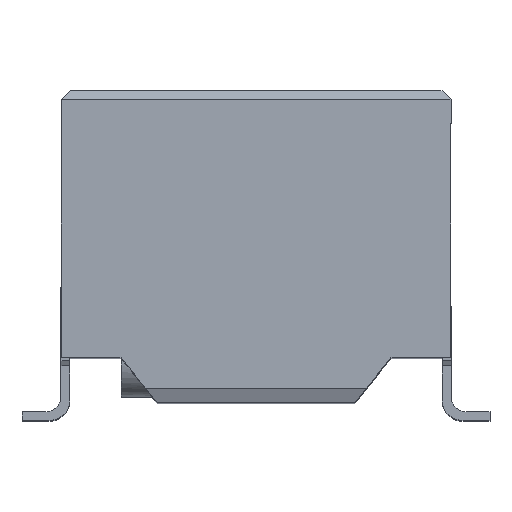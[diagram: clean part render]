
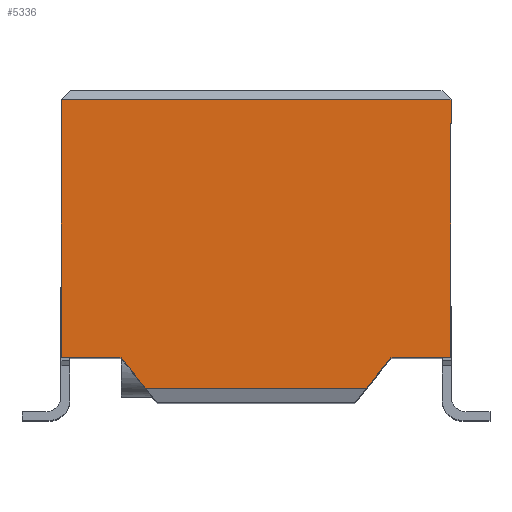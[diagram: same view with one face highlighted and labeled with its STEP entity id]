
A CAD part, top view. The second image highlights one B-rep face of the part: STEP entity #5336.
In plain terms, the highlighted planar face has unit normal (0, 0, 1).
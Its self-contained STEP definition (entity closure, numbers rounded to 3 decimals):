
#27 = CARTESIAN_POINT ( 'NONE',  ( 2.274, -1.82, 5. ) ) ;
#40 = CARTESIAN_POINT ( 'NONE',  ( 3.25, -2.6, 5. ) ) ;
#157 = DIRECTION ( 'NONE',  ( 1., 0., 0. ) ) ;
#388 = VERTEX_POINT ( 'NONE', #6554 ) ;
#505 = VERTEX_POINT ( 'NONE', #1573 ) ;
#605 = CARTESIAN_POINT ( 'NONE',  ( -3.25, 2.45, 5. ) ) ;
#684 = ORIENTED_EDGE ( 'NONE', *, *, #6925, .T. ) ;
#865 = DIRECTION ( 'NONE',  ( 0.625, 0.781, 0. ) ) ;
#961 = ORIENTED_EDGE ( 'NONE', *, *, #9522, .T. ) ;
#1012 = CARTESIAN_POINT ( 'NONE',  ( 0., 2.45, 5. ) ) ;
#1048 = ORIENTED_EDGE ( 'NONE', *, *, #7321, .T. ) ;
#1321 = CARTESIAN_POINT ( 'NONE',  ( 3.25, 2.45, 5. ) ) ;
#1388 = EDGE_LOOP ( 'NONE', ( #9742, #3854, #3717, #10433, #961, #3033, #684, #1048 ) ) ;
#1412 = VECTOR ( 'NONE', #157, 1000. ) ;
#1468 = DIRECTION ( 'NONE',  ( -1., 0., 0. ) ) ;
#1570 = CARTESIAN_POINT ( 'NONE',  ( -3.25, -1.85, 5. ) ) ;
#1573 = CARTESIAN_POINT ( 'NONE',  ( 1.838, -2.365, 5. ) ) ;
#1628 = AXIS2_PLACEMENT_3D ( 'NONE', #8982, #5667, #1468 ) ;
#2091 = VERTEX_POINT ( 'NONE', #605 ) ;
#2130 = VERTEX_POINT ( 'NONE', #3922 ) ;
#2202 = LINE ( 'NONE', #6713, #1412 ) ;
#2285 = EDGE_CURVE ( 'NONE', #5189, #505, #7765, .T. ) ;
#2289 = LINE ( 'NONE', #27, #2811 ) ;
#2661 = EDGE_CURVE ( 'NONE', #4864, #2091, #6069, .T. ) ;
#2680 = EDGE_CURVE ( 'NONE', #2130, #5189, #7486, .T. ) ;
#2811 = VECTOR ( 'NONE', #865, 1000. ) ;
#3033 = ORIENTED_EDGE ( 'NONE', *, *, #2661, .T. ) ;
#3160 = VECTOR ( 'NONE', #10701, 1000. ) ;
#3284 = LINE ( 'NONE', #10727, #3409 ) ;
#3291 = DIRECTION ( 'NONE',  ( 0., -1., 0. ) ) ;
#3373 = DIRECTION ( 'NONE',  ( 1., 0., 0. ) ) ;
#3409 = VECTOR ( 'NONE', #3373, 1000. ) ;
#3556 = DIRECTION ( 'NONE',  ( -1., 0., 0. ) ) ;
#3689 = LINE ( 'NONE', #9057, #7573 ) ;
#3717 = ORIENTED_EDGE ( 'NONE', *, *, #8482, .T. ) ;
#3732 = VERTEX_POINT ( 'NONE', #6380 ) ;
#3854 = ORIENTED_EDGE ( 'NONE', *, *, #2285, .T. ) ;
#3862 = VECTOR ( 'NONE', #3556, 1000. ) ;
#3922 = CARTESIAN_POINT ( 'NONE',  ( -2.25, -1.85, 5. ) ) ;
#4152 = VECTOR ( 'NONE', #7167, 1000. ) ;
#4230 = CARTESIAN_POINT ( 'NONE',  ( -1.838, -2.365, 5. ) ) ;
#4864 = VERTEX_POINT ( 'NONE', #1321 ) ;
#5032 = VECTOR ( 'NONE', #9210, 1000. ) ;
#5189 = VERTEX_POINT ( 'NONE', #4230 ) ;
#5336 = ADVANCED_FACE ( 'NONE', ( #9996 ), #10473, .F. ) ;
#5667 = DIRECTION ( 'NONE',  ( 0., 0., -1. ) ) ;
#6069 = LINE ( 'NONE', #1012, #3862 ) ;
#6380 = CARTESIAN_POINT ( 'NONE',  ( 2.25, -1.85, 5. ) ) ;
#6554 = CARTESIAN_POINT ( 'NONE',  ( 3.25, -1.85, 5. ) ) ;
#6713 = CARTESIAN_POINT ( 'NONE',  ( 0., -1.85, 5. ) ) ;
#6925 = EDGE_CURVE ( 'NONE', #2091, #10135, #3689, .T. ) ;
#7167 = DIRECTION ( 'NONE',  ( 1., 0., 0. ) ) ;
#7321 = EDGE_CURVE ( 'NONE', #10135, #2130, #3284, .T. ) ;
#7486 = LINE ( 'NONE', #10152, #5032 ) ;
#7573 = VECTOR ( 'NONE', #3291, 1000. ) ;
#7765 = LINE ( 'NONE', #9661, #4152 ) ;
#7897 = EDGE_CURVE ( 'NONE', #3732, #388, #2202, .T. ) ;
#8482 = EDGE_CURVE ( 'NONE', #505, #3732, #2289, .T. ) ;
#8487 = LINE ( 'NONE', #40, #3160 ) ;
#8982 = CARTESIAN_POINT ( 'NONE',  ( 0., 0., 5. ) ) ;
#9057 = CARTESIAN_POINT ( 'NONE',  ( -3.25, -2.6, 5. ) ) ;
#9210 = DIRECTION ( 'NONE',  ( 0.625, -0.781, 0. ) ) ;
#9522 = EDGE_CURVE ( 'NONE', #388, #4864, #8487, .T. ) ;
#9661 = CARTESIAN_POINT ( 'NONE',  ( -3.25, -2.365, 5. ) ) ;
#9742 = ORIENTED_EDGE ( 'NONE', *, *, #2680, .T. ) ;
#9996 = FACE_OUTER_BOUND ( 'NONE', #1388, .T. ) ;
#10135 = VERTEX_POINT ( 'NONE', #1570 ) ;
#10152 = CARTESIAN_POINT ( 'NONE',  ( -2.274, -1.82, 5. ) ) ;
#10433 = ORIENTED_EDGE ( 'NONE', *, *, #7897, .T. ) ;
#10473 = PLANE ( 'NONE',  #1628 ) ;
#10701 = DIRECTION ( 'NONE',  ( 0., 1., 0. ) ) ;
#10727 = CARTESIAN_POINT ( 'NONE',  ( 0., -1.85, 5. ) ) ;
